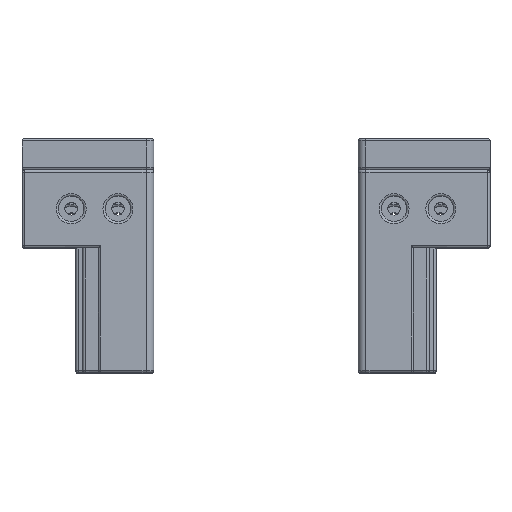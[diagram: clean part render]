
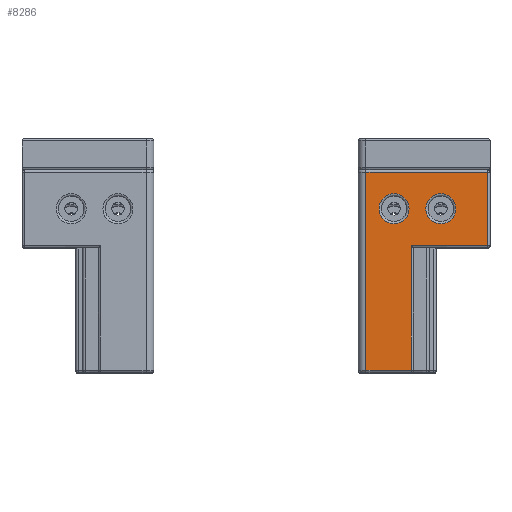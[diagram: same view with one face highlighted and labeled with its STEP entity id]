
A CAD part, top view. The second image highlights one B-rep face of the part: STEP entity #8286.
In plain terms, the highlighted planar face has unit normal (0, 0, 1).
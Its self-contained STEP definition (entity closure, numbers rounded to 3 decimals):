
#261=FACE_BOUND('',#2481,.T.);
#262=FACE_BOUND('',#2482,.T.);
#390=PLANE('',#9102);
#637=LINE('',#13866,#1109);
#639=LINE('',#13873,#1111);
#652=LINE('',#13917,#1124);
#653=LINE('',#13919,#1125);
#654=LINE('',#13921,#1126);
#655=LINE('',#13922,#1127);
#1109=VECTOR('',#10890,10.);
#1111=VECTOR('',#10898,10.);
#1124=VECTOR('',#10941,10.);
#1125=VECTOR('',#10942,10.);
#1126=VECTOR('',#10943,10.);
#1127=VECTOR('',#10944,10.);
#1868=FACE_OUTER_BOUND('',#2480,.T.);
#2480=EDGE_LOOP('',(#6329,#6330,#6331,#6332,#6333,#6334));
#2481=EDGE_LOOP('',(#6335));
#2482=EDGE_LOOP('',(#6336));
#3179=CIRCLE('',#9098,3.85);
#3183=CIRCLE('',#9103,3.85);
#3854=VERTEX_POINT('',#13793);
#3870=VERTEX_POINT('',#13865);
#3872=VERTEX_POINT('',#13871);
#3885=VERTEX_POINT('',#13908);
#3888=VERTEX_POINT('',#13916);
#3889=VERTEX_POINT('',#13918);
#3890=VERTEX_POINT('',#13920);
#3891=VERTEX_POINT('',#13923);
#4736=EDGE_CURVE('',#3854,#3870,#637,.T.);
#4740=EDGE_CURVE('',#3872,#3854,#639,.T.);
#4757=EDGE_CURVE('',#3885,#3885,#3179,.T.);
#4761=EDGE_CURVE('',#3870,#3888,#652,.T.);
#4762=EDGE_CURVE('',#3889,#3872,#653,.T.);
#4763=EDGE_CURVE('',#3890,#3889,#654,.T.);
#4764=EDGE_CURVE('',#3888,#3890,#655,.T.);
#4765=EDGE_CURVE('',#3891,#3891,#3183,.T.);
#6329=ORIENTED_EDGE('',*,*,#4761,.F.);
#6330=ORIENTED_EDGE('',*,*,#4736,.F.);
#6331=ORIENTED_EDGE('',*,*,#4740,.F.);
#6332=ORIENTED_EDGE('',*,*,#4762,.F.);
#6333=ORIENTED_EDGE('',*,*,#4763,.F.);
#6334=ORIENTED_EDGE('',*,*,#4764,.F.);
#6335=ORIENTED_EDGE('',*,*,#4765,.F.);
#6336=ORIENTED_EDGE('',*,*,#4757,.F.);
#8286=ADVANCED_FACE('',(#1868,#261,#262),#390,.T.);
#9098=AXIS2_PLACEMENT_3D('',#13909,#10931,#10932);
#9102=AXIS2_PLACEMENT_3D('',#13915,#10939,#10940);
#9103=AXIS2_PLACEMENT_3D('',#13924,#10945,#10946);
#10890=DIRECTION('',(0.,1.,0.));
#10898=DIRECTION('',(-1.,0.,0.));
#10931=DIRECTION('center_axis',(0.,0.,1.));
#10932=DIRECTION('ref_axis',(-1.,0.,0.));
#10939=DIRECTION('center_axis',(0.,0.,1.));
#10940=DIRECTION('ref_axis',(1.,0.,0.));
#10941=DIRECTION('',(1.,0.,0.));
#10942=DIRECTION('',(0.,-1.,0.));
#10943=DIRECTION('',(-1.,0.,0.));
#10944=DIRECTION('',(0.,-1.,0.));
#10945=DIRECTION('center_axis',(0.,0.,1.));
#10946=DIRECTION('ref_axis',(-1.,0.,0.));
#13793=CARTESIAN_POINT('',(-13.,0.6,103.));
#13865=CARTESIAN_POINT('',(-13.,51.4,103.));
#13866=CARTESIAN_POINT('',(-13.,0.,103.));
#13871=CARTESIAN_POINT('',(-1.4,0.6,103.));
#13873=CARTESIAN_POINT('',(-10.45,0.6,103.));
#13908=CARTESIAN_POINT('',(10.05,42.,103.));
#13909=CARTESIAN_POINT('Origin',(6.2,42.,103.));
#13915=CARTESIAN_POINT('Origin',(-15.,0.,103.));
#13916=CARTESIAN_POINT('',(18.2,51.4,103.));
#13917=CARTESIAN_POINT('',(-10.45,51.4,103.));
#13918=CARTESIAN_POINT('',(-1.4,32.6,103.));
#13919=CARTESIAN_POINT('',(-1.4,0.,103.));
#13920=CARTESIAN_POINT('',(18.2,32.6,103.));
#13921=CARTESIAN_POINT('',(-3.,32.6,103.));
#13922=CARTESIAN_POINT('',(18.2,16.,103.));
#13923=CARTESIAN_POINT('',(-1.95,42.,103.));
#13924=CARTESIAN_POINT('Origin',(-5.8,42.,103.));
